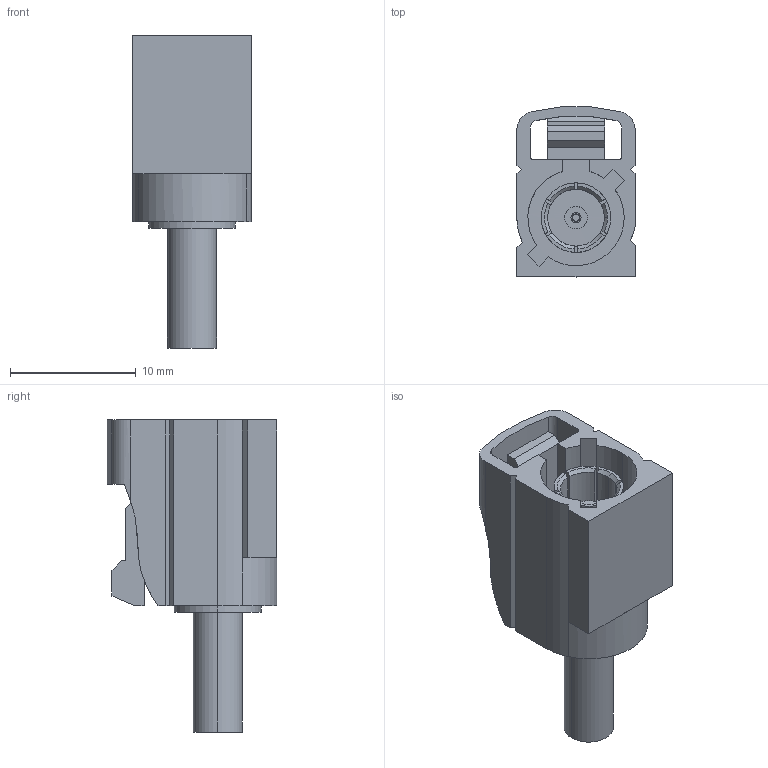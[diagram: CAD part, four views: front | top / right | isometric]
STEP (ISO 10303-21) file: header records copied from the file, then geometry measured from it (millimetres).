
FILE_DESCRIPTION (( 'STEP AP214' ), '1' );
FILE_NAME ('LCCN45902_3D.step', '2023-05-09T22:22:01', ( '' ), ( '' ), 'SwSTEP 2.0', 'SolidWorks 2022', '' );
FILE_SCHEMA (( 'AUTOMOTIVE_DESIGN' ));
Length unit declared in the file: inch
Products named in the file (1): LCCN45902_3D
Bounding box: 9.4 x 13.48 x 24.78 mm (x, y, z)
Volume: 1217.3 mm3; surface area: 1830.9 mm2
Topology: 1 solids, 1 shells, 130 faces, 350 edges, 230 vertices
Faces by surface type: plane 80, cylinder 37, cone 11, bspline 2
Entity records: 5014 total; most frequent: CARTESIAN_POINT 919, ORIENTED_EDGE 700, DIRECTION 678, EDGE_CURVE 350, VERTEX_POINT 230, AXIS2_PLACEMENT_3D 229, LINE 220, VECTOR 220
